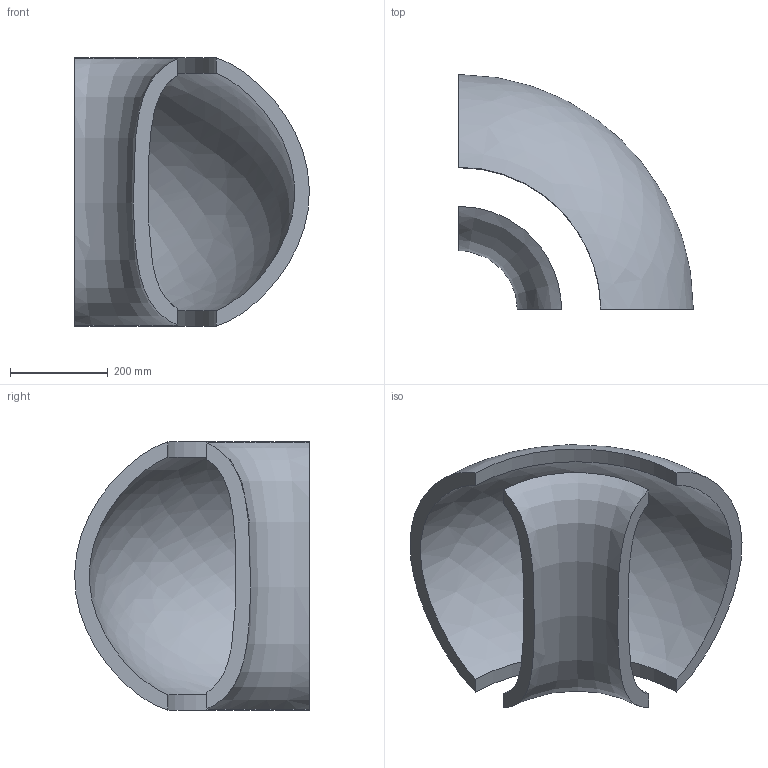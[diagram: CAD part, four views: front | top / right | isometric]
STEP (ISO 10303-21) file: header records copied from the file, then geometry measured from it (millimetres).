
FILE_DESCRIPTION(('Open CASCADE Model'),'2;1');
FILE_NAME('Open CASCADE Shape Model','2021-06-09T00:13:21',('Author'),( 'Open CASCADE'),'Open CASCADE STEP processor 7.5','Open CASCADE 7.5' ,'Unknown');
FILE_SCHEMA(('AUTOMOTIVE_DESIGN { 1 0 10303 214 1 1 1 1 }'));
Length unit declared in the file: millimetre
Products named in the file (5): CQ assembly; outboard_firstwall; outboard_firstwall_part; 1e3ded6a-c8af-11eb-820f-7085c2b1c2e1; 1e3ded6a-c8af-11eb-820f-7085c2b1c2e1_part
Assembly tree (4 placements, depth 4):
  CQ assembly
    outboard_firstwall
      outboard_firstwall_part
      1e3ded6a-c8af-11eb-820f-7085c2b1c2e1
        1e3ded6a-c8af-11eb-820f-7085c2b1c2e1_part
Bounding box: 479.95 x 479.95 x 548.3 mm (x, y, z)
Volume: 16501645.3 mm3; surface area: 1223956.5 mm2
Topology: 2 solids, 2 shells, 12 faces, 24 edges, 16 vertices
Faces by surface type: revolution 4, plane 4, cylinder 4
Entity records: 2500 total; most frequent: CARTESIAN_POINT 1969, DIRECTION 62, ORIENTED_EDGE 48, PCURVE 48, DEFINITIONAL_REPRESENTATION 48, B_SPLINE_CURVE_WITH_KNOTS 44, LINE 32, VECTOR 32
